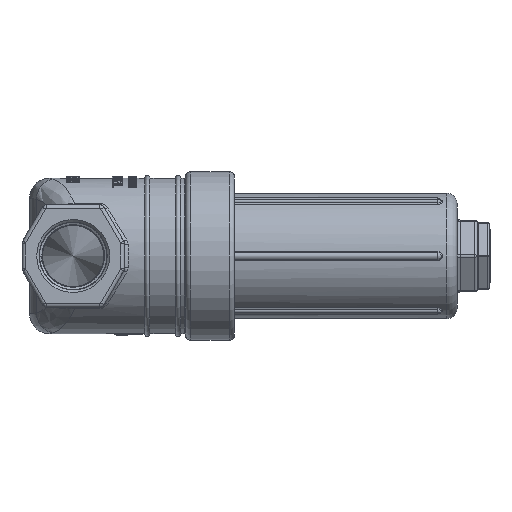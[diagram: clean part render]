
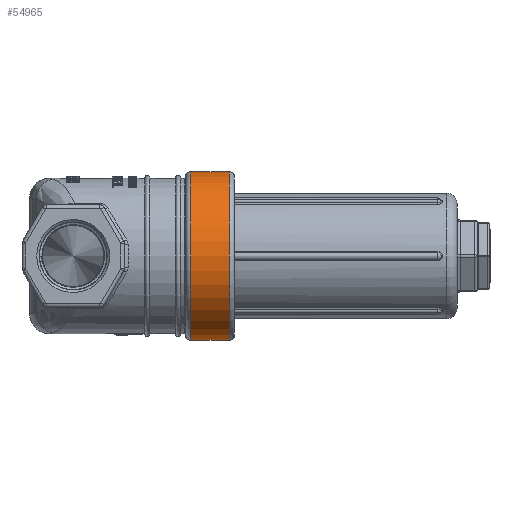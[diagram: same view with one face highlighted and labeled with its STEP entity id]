
A CAD part, left-side view. The second image highlights one B-rep face of the part: STEP entity #54965.
In plain terms, the highlighted cylindrical face has radius 52.388 mm (diameter 104.775 mm), a full revolution.
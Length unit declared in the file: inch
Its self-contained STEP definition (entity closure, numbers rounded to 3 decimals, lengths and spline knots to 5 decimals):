
#3890=CIRCLE('',#58400,2.0625);
#3891=CIRCLE('',#58401,2.0625);
#3892=CIRCLE('',#58402,2.0625);
#3894=CIRCLE('',#58405,2.0625);
#3895=CIRCLE('',#58406,2.0625);
#3896=CIRCLE('',#58407,2.0625);
#4729=CYLINDRICAL_SURFACE('',#58404,2.0625);
#5175=FACE_OUTER_BOUND('',#8321,.T.);
#8321=EDGE_LOOP('',(#36461,#36462,#36463,#36464,#36465,#36466,#36467,#36468));
#11873=LINE('',#78422,#16958);
#16958=VECTOR('',#62087,2.0625);
#22162=VERTEX_POINT('',#78412);
#22163=VERTEX_POINT('',#78414);
#22164=VERTEX_POINT('',#78416);
#22165=VERTEX_POINT('',#78421);
#22166=VERTEX_POINT('',#78423);
#22167=VERTEX_POINT('',#78425);
#27773=EDGE_CURVE('',#22162,#22163,#3890,.T.);
#27774=EDGE_CURVE('',#22163,#22164,#3891,.T.);
#27775=EDGE_CURVE('',#22164,#22162,#3892,.T.);
#27777=EDGE_CURVE('',#22163,#22165,#11873,.T.);
#27778=EDGE_CURVE('',#22166,#22165,#3894,.T.);
#27779=EDGE_CURVE('',#22167,#22166,#3895,.T.);
#27780=EDGE_CURVE('',#22165,#22167,#3896,.T.);
#36461=ORIENTED_EDGE('',*,*,#27775,.F.);
#36462=ORIENTED_EDGE('',*,*,#27774,.F.);
#36463=ORIENTED_EDGE('',*,*,#27777,.T.);
#36464=ORIENTED_EDGE('',*,*,#27778,.F.);
#36465=ORIENTED_EDGE('',*,*,#27779,.F.);
#36466=ORIENTED_EDGE('',*,*,#27780,.F.);
#36467=ORIENTED_EDGE('',*,*,#27777,.F.);
#36468=ORIENTED_EDGE('',*,*,#27773,.F.);
#54965=ADVANCED_FACE('',(#5175),#4729,.T.);
#58400=AXIS2_PLACEMENT_3D('',#78415,#62077,#62078);
#58401=AXIS2_PLACEMENT_3D('',#78417,#62079,#62080);
#58402=AXIS2_PLACEMENT_3D('',#78418,#62081,#62082);
#58404=AXIS2_PLACEMENT_3D('',#78420,#62085,#62086);
#58405=AXIS2_PLACEMENT_3D('',#78424,#62088,#62089);
#58406=AXIS2_PLACEMENT_3D('',#78426,#62090,#62091);
#58407=AXIS2_PLACEMENT_3D('',#78427,#62092,#62093);
#62077=DIRECTION('center_axis',(0.,-1.,0.));
#62078=DIRECTION('ref_axis',(-1.,0.,0.));
#62079=DIRECTION('center_axis',(0.,-1.,0.));
#62080=DIRECTION('ref_axis',(-1.,0.,0.));
#62081=DIRECTION('center_axis',(0.,-1.,0.));
#62082=DIRECTION('ref_axis',(-1.,0.,0.));
#62085=DIRECTION('center_axis',(0.,-1.,0.));
#62086=DIRECTION('ref_axis',(1.,0.,0.));
#62087=DIRECTION('',(0.,1.,0.));
#62088=DIRECTION('center_axis',(0.,1.,0.));
#62089=DIRECTION('ref_axis',(-1.,0.,0.));
#62090=DIRECTION('center_axis',(0.,1.,0.));
#62091=DIRECTION('ref_axis',(-1.,0.,0.));
#62092=DIRECTION('center_axis',(0.,1.,0.));
#62093=DIRECTION('ref_axis',(-1.,0.,0.));
#78412=CARTESIAN_POINT('',(0.,-3.8125,2.0625));
#78414=CARTESIAN_POINT('',(-2.0625,-3.8125,0.));
#78415=CARTESIAN_POINT('Origin',(0.,-3.8125,0.));
#78416=CARTESIAN_POINT('',(2.0625,-3.8125,0.));
#78417=CARTESIAN_POINT('Origin',(0.,-3.8125,0.));
#78418=CARTESIAN_POINT('Origin',(0.,-3.8125,0.));
#78420=CARTESIAN_POINT('Origin',(0.,-3.3425,0.));
#78421=CARTESIAN_POINT('',(-2.0625,-2.8725,0.));
#78422=CARTESIAN_POINT('',(-2.0625,-3.3425,0.));
#78423=CARTESIAN_POINT('',(2.0625,-2.8725,0.));
#78424=CARTESIAN_POINT('Origin',(0.,-2.8725,0.));
#78425=CARTESIAN_POINT('',(0.,-2.8725,2.0625));
#78426=CARTESIAN_POINT('Origin',(0.,-2.8725,0.));
#78427=CARTESIAN_POINT('Origin',(0.,-2.8725,0.));
